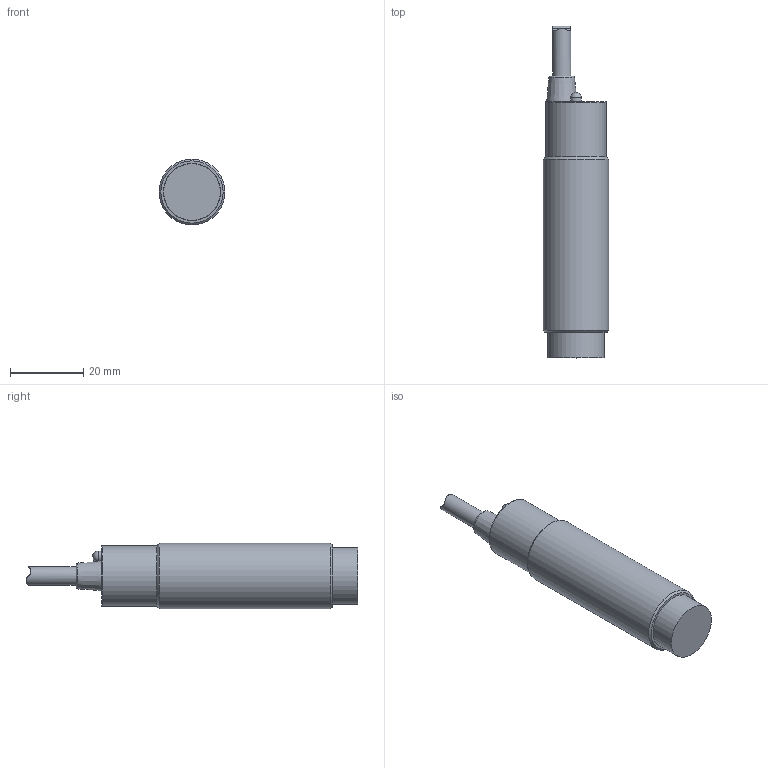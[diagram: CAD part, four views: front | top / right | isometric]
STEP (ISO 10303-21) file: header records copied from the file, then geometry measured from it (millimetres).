
FILE_DESCRIPTION(/* description */ (''),/* implementation_level */ '2;1');
FILE_NAME(/* name */ '604100_Shrinkwrap_1.stp',/* time_stamp */ '2022-06-02T15:44:06+02:00',/* author */ ('Krieger Anja'),/* organization */ (''),/* preprocessor_version */ 'ST-DEVELOPER v18.1',/* originating_system */ 'Autodesk Inventor 2021',/* authorisation */ '');
FILE_SCHEMA (('AUTOMOTIVE_DESIGN { 1 0 10303 214 3 1 1 }','FEATURE_BASED_PROCESS_PLANNING'));
Length unit declared in the file: millimetre
Products named in the file (1): 604100_Shrinkwrap_1
Bounding box: 18 x 90.67 x 18 mm (x, y, z)
Volume: 17281.9 mm3; surface area: 5654.3 mm2
Topology: 1 solids, 1 shells, 21 faces, 41 edges, 27 vertices
Faces by surface type: cylinder 9, plane 6, cone 3, torus 2, sphere 1
Full cylindrical faces by diameter (mm): 3 x1, 3.1 x1, 5 x1, 15.5 x1, 15.6 x1, 16.5 x1, 18 x1
Entity records: 706 total; most frequent: CARTESIAN_POINT 149, DIRECTION 105, ORIENTED_EDGE 80, AXIS2_PLACEMENT_3D 47, EDGE_CURVE 40, EDGE_LOOP 27, VERTEX_POINT 27, CIRCLE 25
